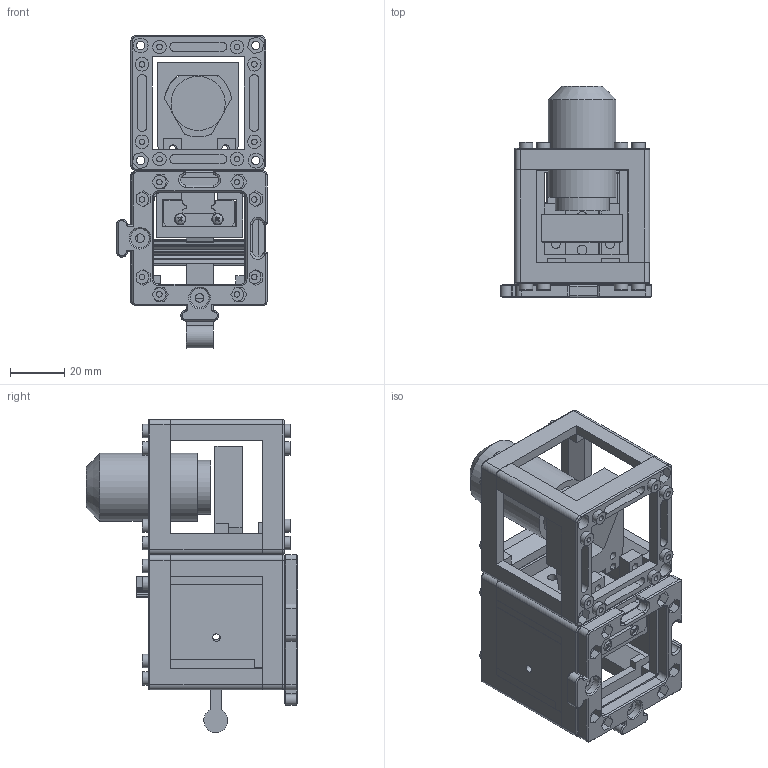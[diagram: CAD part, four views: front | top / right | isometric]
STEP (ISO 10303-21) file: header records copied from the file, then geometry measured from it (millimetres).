
FILE_DESCRIPTION(/* description */ (''),/* implementation_level */ '2;1');
FILE_NAME(/* name */ 'Assembly_Cube_Z_Focus_MGN_manual_v3.iam.step',/* time_stamp */ '2022-11-29T09:13:19+01:00',/* author */ ('diederichbenedict'),/* organization */ (''),/* preprocessor_version */ 'ST-DEVELOPER v18.1',/* originating_system */ 'Autodesk Inventor 2022',/* authorisation */ '');
FILE_SCHEMA (('AUTOMOTIVE_DESIGN { 1 0 10303 214 3 1 1 }'));
Length unit declared in the file: millimetre
Products named in the file (11): Assembly_Cube_Z_Focus_MGN_manual_v3; 00_MGN12H, LINEAR GUIDE BLOCK; 30_Cube_Z_Focus_MGN_manual_base_v3; Assembly_Cube_empty_IM_v3; 10_Cube_1x1_IM; 00_Microscope_Objective_Lens10x; 10_Base_puzzle_v3; 30_Cube_Z_Focus_MGN_NEMA_rail; 30_Cube_Z_Focus_MGN_NEMA_adapter; 30_Cube_Z_Focus_MGN12_NEMA_slide_part2; 30_Cube_Z_Focus_MGN12_manual_gear_v3
Assembly tree (12 placements, depth 3):
  Assembly_Cube_Z_Focus_MGN_manual_v3
    Assembly_Cube_empty_IM_v3  x2
      10_Cube_1x1_IM
    00_MGN12H, LINEAR GUIDE BLOCK
    30_Cube_Z_Focus_MGN_manual_base_v3
    00_Microscope_Objective_Lens10x
    10_Base_puzzle_v3
    30_Cube_Z_Focus_MGN_NEMA_rail
    30_Cube_Z_Focus_MGN_NEMA_adapter
    30_Cube_Z_Focus_MGN12_NEMA_slide_part2
    30_Cube_Z_Focus_MGN12_manual_gear_v3
Bounding box: 55.6 x 78.04 x 115.47 mm (x, y, z)
Volume: 114740.7 mm3; surface area: 79346.3 mm2
Topology: 20 solids, 20 shells, 1437 faces, 3682 edges, 2408 vertices
Faces by surface type: plane 887, cylinder 472, cone 46, torus 22, sphere 10
Full cylindrical faces by diameter (mm): 2.05 x32, 2.5 x4, 2.8 x9, 3 x4, 3.1 x16, 3.2 x6, 3.5 x4, 4.2 x4, 4.95 x32, 5.5 x8, 7 x6, 20 x1, 25 x1
Entity records: 30857 total; most frequent: CARTESIAN_POINT 5332, DIRECTION 5289, ORIENTED_EDGE 5136, EDGE_CURVE 2568, LINE 1843, VECTOR 1843, AXIS2_PLACEMENT_3D 1723, VERTEX_POINT 1676
